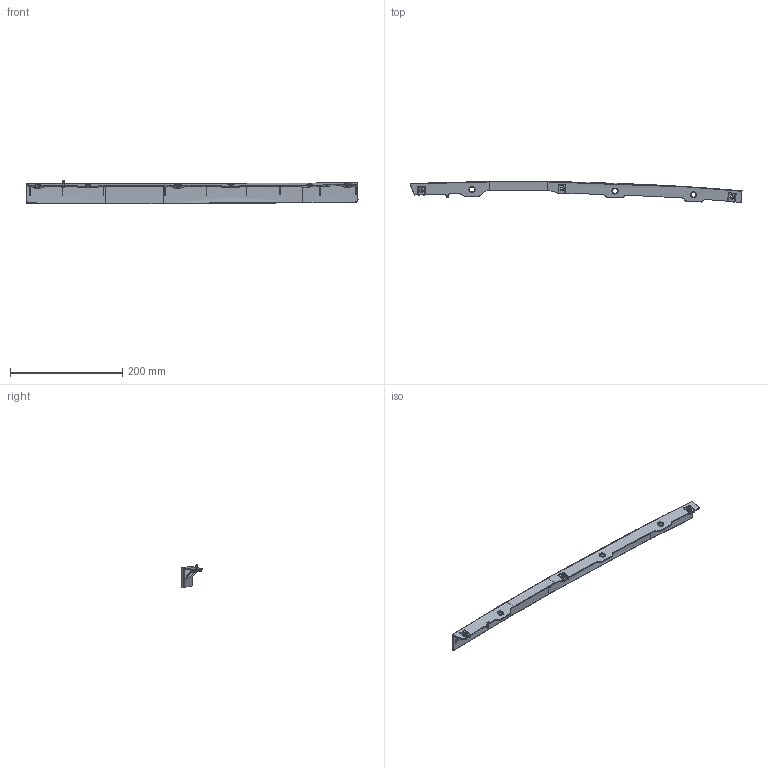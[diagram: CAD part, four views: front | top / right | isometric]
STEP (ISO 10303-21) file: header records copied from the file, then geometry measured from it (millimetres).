
FILE_DESCRIPTION(/* description */ (''),/* implementation_level */ '2;1');
FILE_NAME(/* name */ '71872-58Q10A_000.stp',/* time_stamp */ '2024-11-30T10:43:00+05:30',/* author */ (''),/* organization */ (''),/* preprocessor_version */ 'ST-DEVELOPER v19.4',/* originating_system */ 'SIEMENS PLM Software NX2306.5001',/* authorisation */ '');
FILE_SCHEMA (('AUTOMOTIVE_DESIGN { 1 0 10303 214 3 1 1 1 }'));
Length unit declared in the file: millimetre
Products named in the file (2): 09148-05071KS_000; 71872-58Q10A_000
Assembly tree (3 placements, depth 2):
  71872-58Q10A_000
    09148-05071KS_000  x3
Bounding box: 590.81 x 37.41 x 40.97 mm (x, y, z)
Volume: 128497.7 mm3; surface area: 134170 mm2
Topology: 5 solids, 5 shells, 622 faces, 1808 edges, 1307 vertices
Faces by surface type: bspline 425, plane 143, cylinder 42, extrusion 6, cone 6
Full cylindrical faces by diameter (mm): 6 x3
Entity records: 28701 total; most frequent: CARTESIAN_POINT 18511, ORIENTED_EDGE 2724, EDGE_CURVE 1362, B_SPLINE_CURVE_WITH_KNOTS 1113, VERTEX_POINT 874, DIRECTION 715, EDGE_LOOP 556, ADVANCED_FACE 510
